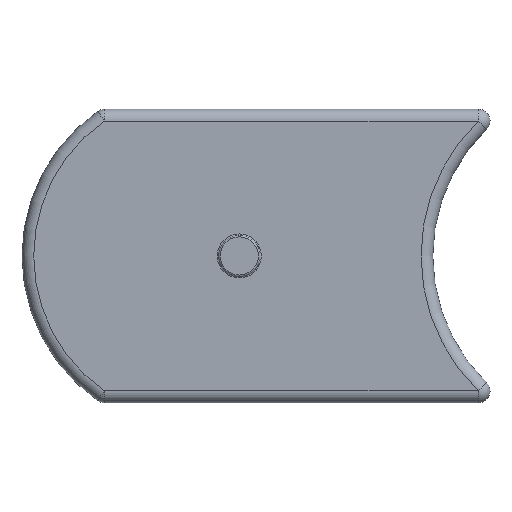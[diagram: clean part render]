
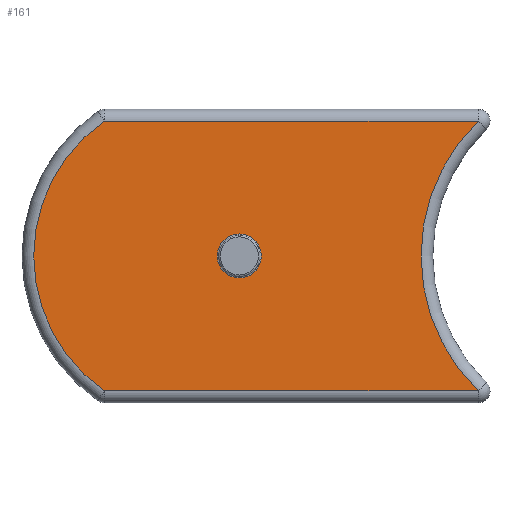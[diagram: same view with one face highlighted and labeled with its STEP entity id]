
A CAD part, top view. The second image highlights one B-rep face of the part: STEP entity #161.
In plain terms, the highlighted planar face has unit normal (0, 0, 1).
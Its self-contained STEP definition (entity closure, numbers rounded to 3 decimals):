
#40=PLANE('',#570);
#59=LINE('',#817,#77);
#62=LINE('',#843,#80);
#77=VECTOR('',#652,1.);
#80=VECTOR('',#687,1.);
#161=ADVANCED_FACE('',(#182,#183),#40,.T.);
#182=FACE_BOUND('',#227,.T.);
#183=FACE_BOUND('',#228,.T.);
#227=EDGE_LOOP('',(#346));
#228=EDGE_LOOP('',(#347,#348,#349,#350));
#346=ORIENTED_EDGE('',*,*,#450,.T.);
#347=ORIENTED_EDGE('',*,*,#434,.T.);
#348=ORIENTED_EDGE('',*,*,#424,.T.);
#349=ORIENTED_EDGE('',*,*,#420,.T.);
#350=ORIENTED_EDGE('',*,*,#430,.T.);
#373=VERTEX_POINT('',#808);
#377=VERTEX_POINT('',#816);
#378=VERTEX_POINT('',#821);
#383=VERTEX_POINT('',#836);
#389=VERTEX_POINT('',#880);
#420=EDGE_CURVE('',#373,#377,#59,.T.);
#424=EDGE_CURVE('',#378,#373,#479,.T.);
#430=EDGE_CURVE('',#377,#383,#485,.T.);
#434=EDGE_CURVE('',#383,#378,#62,.T.);
#450=EDGE_CURVE('',#389,#389,#493,.T.);
#479=CIRCLE('',#535,32.);
#485=CIRCLE('',#544,28.);
#493=CIRCLE('',#569,3.75);
#535=AXIS2_PLACEMENT_3D('',#824,#660,#661);
#544=AXIS2_PLACEMENT_3D('',#837,#678,#679);
#569=AXIS2_PLACEMENT_3D('',#879,#740,#741);
#570=AXIS2_PLACEMENT_3D('',#881,#742,#743);
#652=DIRECTION('',(-1.,0.,0.));
#660=DIRECTION('',(0.,0.,-1.));
#661=DIRECTION('',(1.,0.,0.));
#678=DIRECTION('',(0.,0.,1.));
#679=DIRECTION('',(1.,0.,0.));
#687=DIRECTION('',(1.,0.,0.));
#740=DIRECTION('',(0.,0.,-1.));
#741=DIRECTION('',(1.,0.,0.));
#742=DIRECTION('',(0.,0.,1.));
#743=DIRECTION('',(1.,0.,0.));
#808=CARTESIAN_POINT('',(64.335,-2.,5.));
#816=CARTESIAN_POINT('',(0.614,-2.,5.));
#817=CARTESIAN_POINT('',(35.,-2.,5.));
#821=CARTESIAN_POINT('',(64.335,-48.,5.));
#824=CARTESIAN_POINT('',(86.583,-25.,5.));
#836=CARTESIAN_POINT('',(0.614,-48.,5.));
#837=CARTESIAN_POINT('',(16.583,-25.,5.));
#843=CARTESIAN_POINT('',(35.,-48.,5.));
#879=CARTESIAN_POINT('',(23.614,-25.,5.));
#880=CARTESIAN_POINT('',(27.364,-25.,5.));
#881=CARTESIAN_POINT('',(35.,-25.,5.));
